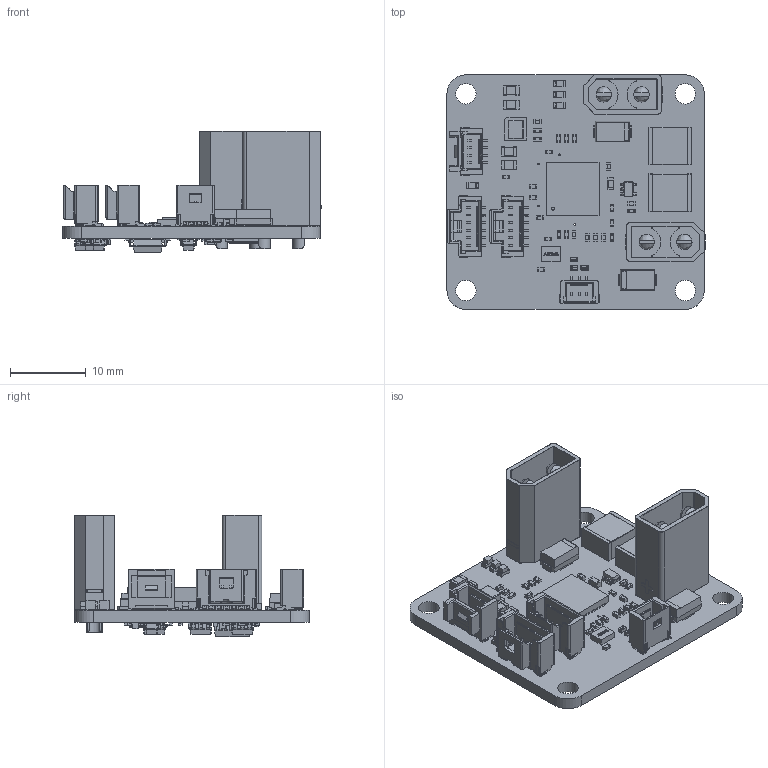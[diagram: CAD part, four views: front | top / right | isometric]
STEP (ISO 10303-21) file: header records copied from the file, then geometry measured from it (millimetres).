
FILE_DESCRIPTION(('FreeCAD Model'),'2;1');
FILE_NAME('Open CASCADE Shape Model','2023-11-28T16:17:56',(''),(''), 'Open CASCADE STEP processor 7.6','FreeCAD','Unknown');
FILE_SCHEMA(('AUTOMOTIVE_DESIGN { 1 0 10303 214 1 1 1 1 }'));
Products named in the file (1): JCS00050002010000_lr_ext_uc (Solid)001
Bounding box: 34.11 x 31.02 x 16.06 mm (x, y, z)
Volume: 2806.4 mm3; surface area: 6417.1 mm2
Topology: 82 solids, 82 shells, 5297 faces, 13624 edges, 8610 vertices
Faces by surface type: plane 3408, cylinder 1251, bspline 530, sphere 72, torus 20, cone 16
Full cylindrical faces by diameter (mm): 0.25 x4, 0.4 x1, 0.5 x1, 1.65 x4, 2 x8, 2.7 x8
Entity records: 179309 total; most frequent: CARTESIAN_POINT 52512, ORIENTED_EDGE 27028, DIRECTION 24204, EDGE_CURVE 13514, LINE 10424, VECTOR 10424, VERTEX_POINT 8610, AXIS2_PLACEMENT_3D 6890
